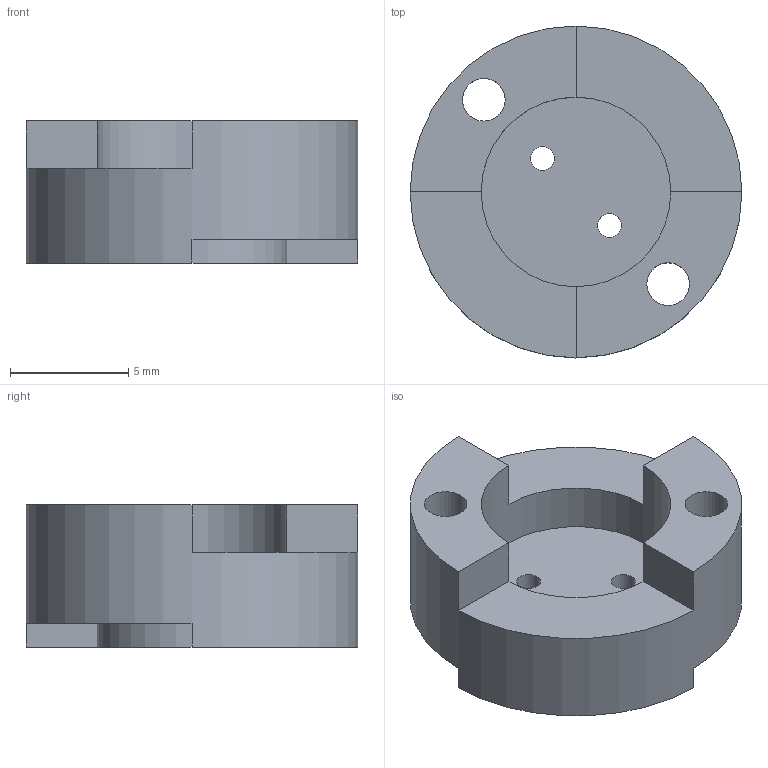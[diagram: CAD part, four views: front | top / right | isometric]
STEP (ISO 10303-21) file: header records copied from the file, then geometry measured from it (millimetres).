
FILE_DESCRIPTION(/* description */ (''),/* implementation_level */ '2;1');
FILE_NAME(/* name */ '5f97731e1e4d011239ff401b',/* time_stamp */ '2020-10-27T01:08:46+00:00',/* author */ (''),/* organization */ (''),/* preprocessor_version */ 'ST-DEVELOPER v16.7',/* originating_system */ $,/* authorisation */ $);
FILE_SCHEMA (('AUTOMOTIVE_DESIGN {1 0 10303 214 3 1 1}'));
Length unit declared in the file: metre
Products named in the file (1): Part 1
Bounding box: 14 x 14 x 6 mm (x, y, z)
Volume: 538.5 mm3; surface area: 685.6 mm2
Topology: 1 solids, 1 shells, 24 faces, 65 edges, 43 vertices
Faces by surface type: plane 16, cylinder 8
Full cylindrical faces by diameter (mm): 1 x2, 1.8 x2, 8 x1, 14 x1
Entity records: 764 total; most frequent: DIRECTION 132, CARTESIAN_POINT 123, ORIENTED_EDGE 114, EDGE_CURVE 57, AXIS2_PLACEMENT_3D 50, VERTEX_POINT 41, EDGE_LOOP 38, FACE_BOUND 38
